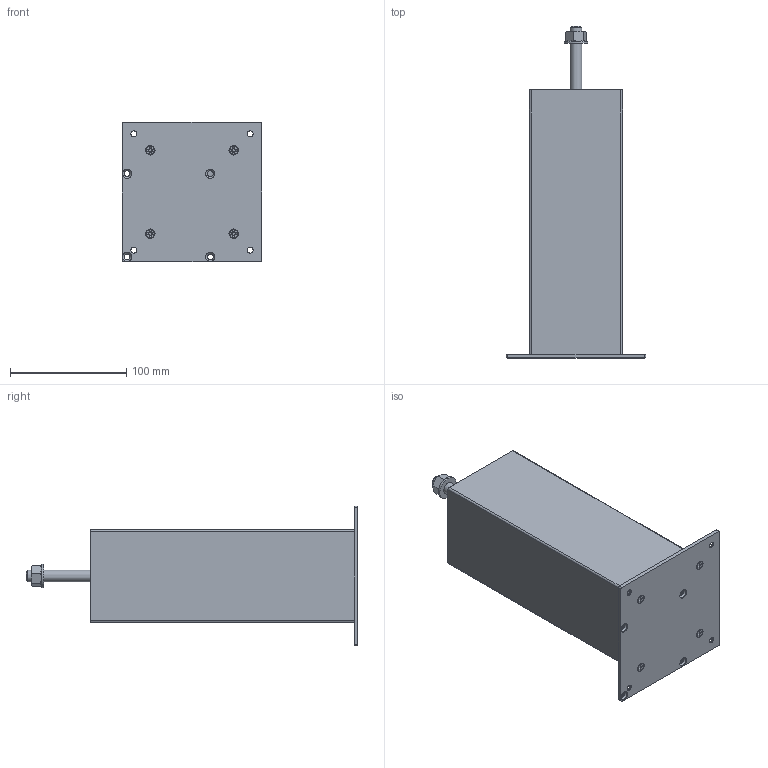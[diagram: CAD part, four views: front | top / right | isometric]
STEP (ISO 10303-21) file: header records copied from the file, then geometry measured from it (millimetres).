
FILE_DESCRIPTION(/* description */ ('Unknown'),/* implementation_level */ '2;1');
FILE_NAME(/* name */ 'Barkonsole Jumbo',/* time_stamp */ '2025-06-16T09:04:09+02:00',/* author */ ('Unknown'),/* organization */ ('Unknown'),/* preprocessor_version */ 'ST-DEVELOPER v20',/* originating_system */ 'Solid Edge',/* authorisation */ 'Unknown');
FILE_SCHEMA (('AUTOMOTIVE_DESIGN {1 0 10303 214 3 1 1}'));
Length unit declared in the file: millimetre
Products named in the file (10): Barkonsole Jumbo; Profil Jumbo 227mm; Spannbolzen V1; Fixbolzen ﾘ10; Befestigungsplatte Jumbo; Blechschraube DIN 7982 Seko 3_9 x 25; Spannscheibe V1; Gewindebolzen M10x80; Scheibe_ISO_7090__M10; Sechskantmutter_DIN_ISO_4032___M10
Assembly tree (14 placements, depth 2):
  Barkonsole Jumbo
    Profil Jumbo 227mm
    Spannbolzen V1  x2
    Fixbolzen ﾘ10  x2
    Befestigungsplatte Jumbo
    Blechschraube DIN 7982 Seko 3_9 x 25  x4
    Spannscheibe V1
    Gewindebolzen M10x80
    Scheibe_ISO_7090__M10
    Sechskantmutter_DIN_ISO_4032___M10
Bounding box: 120 x 285 x 120 mm (x, y, z)
Volume: 216528.1 mm3; surface area: 196356.8 mm2
Topology: 14 solids, 14 shells, 310 faces, 801 edges, 527 vertices
Faces by surface type: plane 145, cylinder 92, cone 53, bspline 16, torus 4
Full cylindrical faces by diameter (mm): 2 x4, 2.8 x4, 5 x12, 6.647 x4, 8 x12, 8.376 x1, 10 x3, 10.106 x1, 10.5 x1, 20 x1, 38 x1
Entity records: 8168 total; most frequent: CARTESIAN_POINT 2910, DIRECTION 990, ORIENTED_EDGE 852, EDGE_CURVE 426, AXIS2_PLACEMENT_3D 401, FACE_BOUND 321, VERTEX_POINT 317, EDGE_LOOP 315
